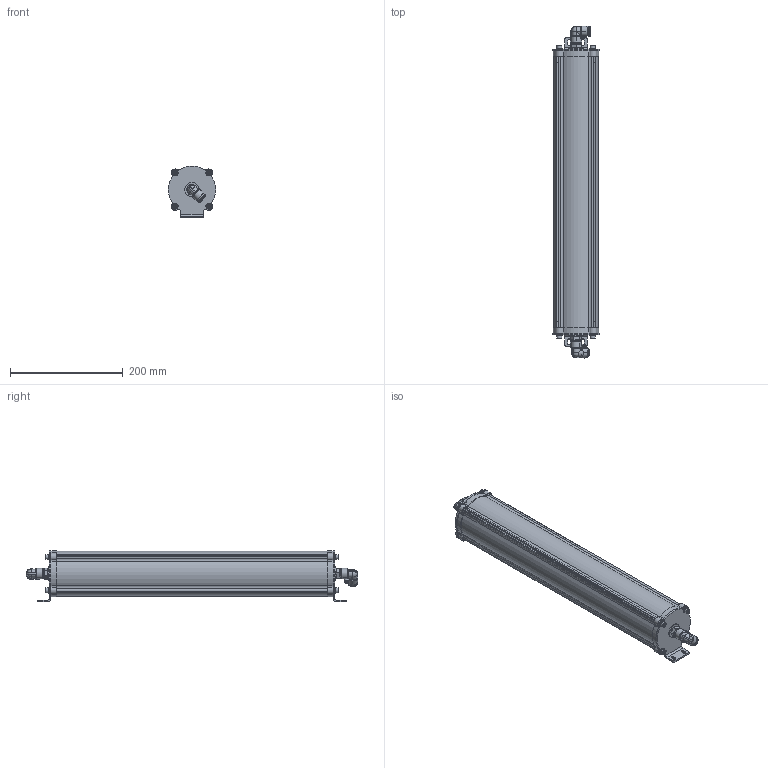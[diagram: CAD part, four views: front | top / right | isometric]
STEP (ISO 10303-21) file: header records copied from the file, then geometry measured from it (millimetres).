
FILE_DESCRIPTION(('FreeCAD Model'),'2;1');
FILE_NAME('Open CASCADE Shape Model','2021-09-03T18:06:57',( 'Anool Mahidharia'),('WyoLum'),'Open CASCADE STEP processor 7.4', 'FreeCAD','Unknown');
FILE_SCHEMA(('CONFIG_CONTROL_DESIGN','SHAPE_APPEARANCE_LAYER_MIM'));
Length unit declared in the file: millimetre
Products named in the file (15): sieve_assembly_v3; feltpad_filter_(Mirror_#3); feltpad_filter; sieve_body; drain_cover_(Mirror_#4); drain_cover; endcap_(Mirror_#4); endcap; gasket_(Mirror_#4); gasket; screws; screws001; endcap_fittings; endcap_fittings001; Spring
Assembly tree (14 placements, depth 2):
  sieve_assembly_v3
    feltpad_filter_(Mirror_#3)
    feltpad_filter
    sieve_body
    drain_cover_(Mirror_#4)
    drain_cover
    endcap_(Mirror_#4)
    endcap
    gasket_(Mirror_#4)
    gasket
    screws
    screws001
    endcap_fittings
    endcap_fittings001
    Spring
Bounding box: 83.31 x 587.8 x 91.66 mm (x, y, z)
Volume: 479178.6 mm3; surface area: 420340 mm2
Topology: 32 solids, 32 shells, 1158 faces, 2917 edges, 1884 vertices
Faces by surface type: cylinder 495, plane 378, cone 110, bspline 109, revolution 18, torus 16, offset 16, sphere 16
Full cylindrical faces by diameter (mm): 1 x20, 2.5 x20, 3 x20, 4 x32, 4.2 x8, 5 x48, 5.3 x8, 5.9 x8, 6 x32, 8.5 x8, 10 x8, 14 x2, 25.4 x4, 28 x2, 32 x2, 68 x2, 72 x2, 72.6 x2, 72.8 x2, 74.6 x2, 74.8 x2, 75 x1
Entity records: 44024 total; most frequent: CARTESIAN_POINT 15060, ORIENTED_EDGE 5810, DIRECTION 5475, EDGE_CURVE 2905, AXIS2_PLACEMENT_3D 2223, VERTEX_POINT 1884, FACE_BOUND 1625, EDGE_LOOP 1625
